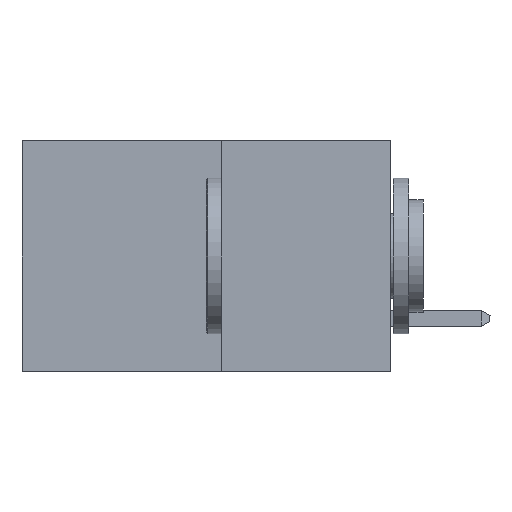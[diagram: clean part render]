
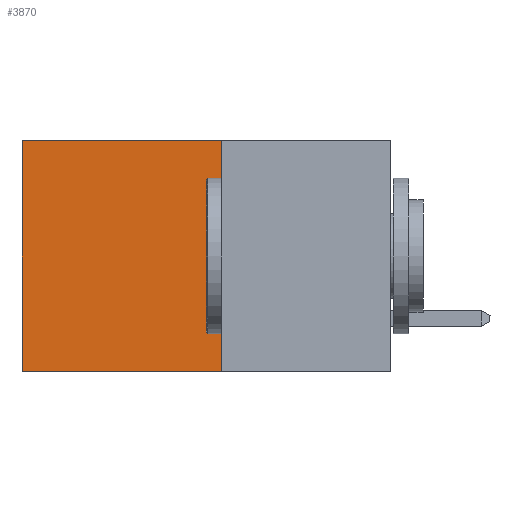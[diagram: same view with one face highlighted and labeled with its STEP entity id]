
A CAD part, left-side view. The second image highlights one B-rep face of the part: STEP entity #3870.
In plain terms, the highlighted planar face has unit normal (-1, 0, 0).
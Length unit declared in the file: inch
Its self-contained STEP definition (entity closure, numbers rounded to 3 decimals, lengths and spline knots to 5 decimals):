
#150 = CARTESIAN_POINT ( 'NONE',  ( 0.277, 0.59, -0.37 ) ) ;
#315 = EDGE_CURVE ( 'NONE', #4914, #5855, #1058, .T. ) ;
#827 = DIRECTION ( 'NONE',  ( 1., 0., 0. ) ) ;
#926 = CARTESIAN_POINT ( 'NONE',  ( 0.277, 0.59, -0.37 ) ) ;
#1058 = LINE ( 'NONE', #6575, #3312 ) ;
#1498 = CARTESIAN_POINT ( 'NONE',  ( 0.277, 0.27, 0. ) ) ;
#1600 = CARTESIAN_POINT ( 'NONE',  ( 0.277, 0.27, -0.37 ) ) ;
#1981 = LINE ( 'NONE', #1600, #8660 ) ;
#2494 = AXIS2_PLACEMENT_3D ( 'NONE', #11129, #827, #7124 ) ;
#2590 = DIRECTION ( 'NONE',  ( 0., 0., -1. ) ) ;
#2627 = ORIENTED_EDGE ( 'NONE', *, *, #10571, .T. ) ;
#2682 = EDGE_CURVE ( 'NONE', #10295, #9036, #7291, .T. ) ;
#2690 = VECTOR ( 'NONE', #8293, 39.37008 ) ;
#3312 = VECTOR ( 'NONE', #7452, 39.37008 ) ;
#3870 = ADVANCED_FACE ( 'NONE', ( #8203 ), #10367, .F. ) ;
#3980 = ORIENTED_EDGE ( 'NONE', *, *, #315, .T. ) ;
#4448 = LINE ( 'NONE', #150, #6813 ) ;
#4914 = VERTEX_POINT ( 'NONE', #1498 ) ;
#5855 = VERTEX_POINT ( 'NONE', #11089 ) ;
#6570 = DIRECTION ( 'NONE',  ( 0., 0., -1. ) ) ;
#6575 = CARTESIAN_POINT ( 'NONE',  ( 0.277, 0.27, 0. ) ) ;
#6813 = VECTOR ( 'NONE', #6570, 39.37008 ) ;
#6956 = ORIENTED_EDGE ( 'NONE', *, *, #2682, .F. ) ;
#7014 = CARTESIAN_POINT ( 'NONE',  ( 0.277, 0.27, -0.37 ) ) ;
#7124 = DIRECTION ( 'NONE',  ( 0., 0., -1. ) ) ;
#7291 = LINE ( 'NONE', #7014, #2690 ) ;
#7452 = DIRECTION ( 'NONE',  ( 0., 1., 0. ) ) ;
#8024 = EDGE_LOOP ( 'NONE', ( #2627, #6956, #8893, #3980 ) ) ;
#8203 = FACE_OUTER_BOUND ( 'NONE', #8024, .T. ) ;
#8293 = DIRECTION ( 'NONE',  ( 0., 1., 0. ) ) ;
#8660 = VECTOR ( 'NONE', #2590, 39.37008 ) ;
#8893 = ORIENTED_EDGE ( 'NONE', *, *, #10179, .F. ) ;
#9036 = VERTEX_POINT ( 'NONE', #926 ) ;
#10179 = EDGE_CURVE ( 'NONE', #4914, #10295, #1981, .T. ) ;
#10279 = CARTESIAN_POINT ( 'NONE',  ( 0.277, 0.27, -0.37 ) ) ;
#10295 = VERTEX_POINT ( 'NONE', #10279 ) ;
#10367 = PLANE ( 'NONE',  #2494 ) ;
#10571 = EDGE_CURVE ( 'NONE', #5855, #9036, #4448, .T. ) ;
#11089 = CARTESIAN_POINT ( 'NONE',  ( 0.277, 0.59, 0. ) ) ;
#11129 = CARTESIAN_POINT ( 'NONE',  ( 0.277, 0.27, -0.37 ) ) ;
